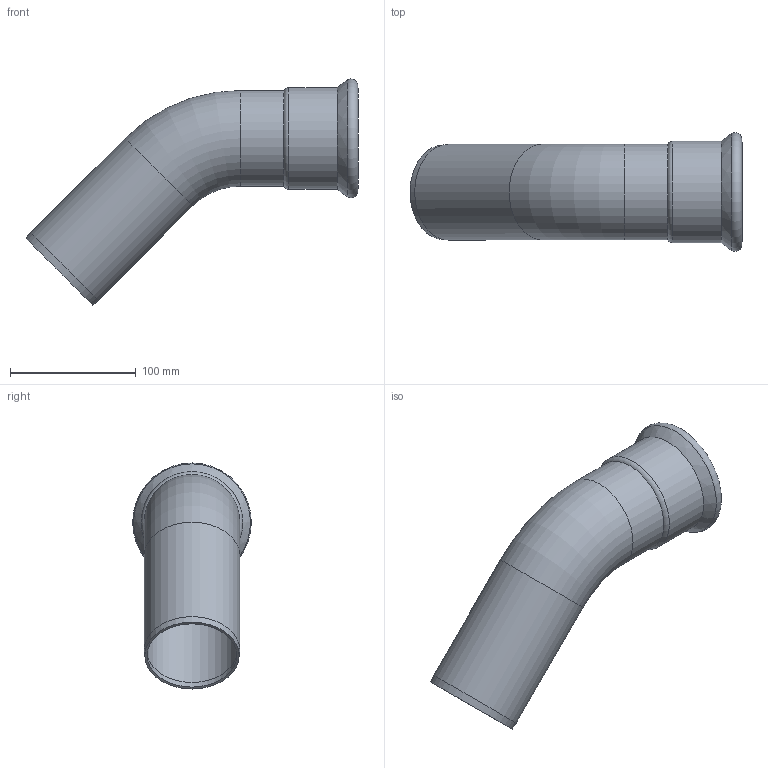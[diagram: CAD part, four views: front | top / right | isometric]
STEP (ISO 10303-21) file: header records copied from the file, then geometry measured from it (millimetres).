
FILE_DESCRIPTION(/* description */ (''),/* implementation_level */ '2;1');
FILE_NAME(/* name */ '381076451_Steelpres.stp',/* time_stamp */ '2022-10-21T14:01:25+02:00',/* author */ ('Vault'),/* organization */ ('Raccorderie metalliche s.p.a. '),/* preprocessor_version */ 'ST-DEVELOPER v18.1',/* originating_system */ 'Autodesk Inventor 2020',/* authorisation */ 'Raccorderie metalliche s.p.a. ');
FILE_SCHEMA (('AP203_CONFIGURATION_CONTROLLED_3D_DESIGN_OF_MECHANICAL_PARTS_AND_ASSEMBLIES_MIM_LF { 1 0 10303 203 3 1 4 }','AUTOMOTIVE_DESIGN { 1 0 10303 214 3 1 1 }'));
Length unit declared in the file: millimetre
Products named in the file (1): 381076451_Steelpres
Bounding box: 264.04 x 94.4 x 179.74 mm (x, y, z)
Volume: 148098.9 mm3; surface area: 134406.6 mm2
Topology: 1 solids, 1 shells, 21 faces, 73 edges, 52 vertices
Faces by surface type: cylinder 8, torus 7, cone 5, bspline 1
Full cylindrical faces by diameter (mm): 72.1 x2, 76.1 x2, 76.7 x1, 79 x2, 80.7 x1
Entity records: 914 total; most frequent: DIRECTION 175, CARTESIAN_POINT 173, ORIENTED_EDGE 146, AXIS2_PLACEMENT_3D 81, EDGE_CURVE 73, CIRCLE 60, VERTEX_POINT 52, FACE_OUTER_BOUND 21
